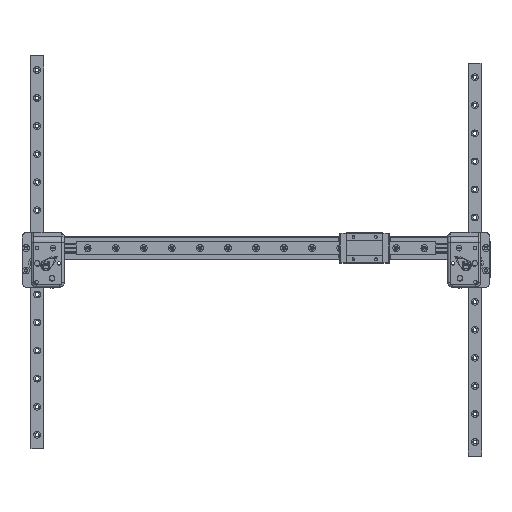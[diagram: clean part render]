
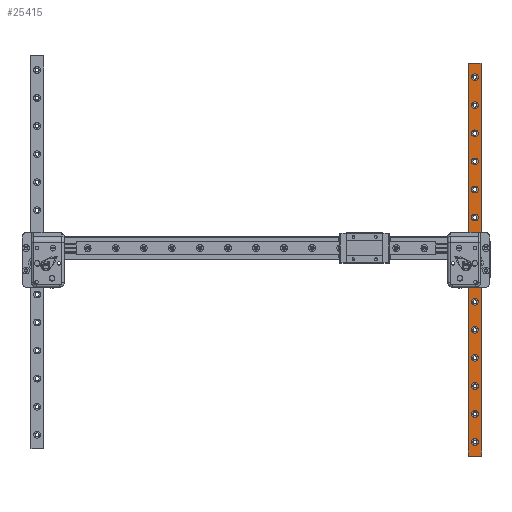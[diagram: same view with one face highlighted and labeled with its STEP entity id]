
A CAD part, top view. The second image highlights one B-rep face of the part: STEP entity #25415.
In plain terms, the highlighted face is planar.
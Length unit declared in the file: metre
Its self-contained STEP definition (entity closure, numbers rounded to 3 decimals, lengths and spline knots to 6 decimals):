
#1269=LINE('',#40734,#3321);
#1270=LINE('',#40737,#3322);
#1271=LINE('',#40739,#3323);
#1272=LINE('',#40741,#3324);
#3321=VECTOR('',#32480,1.);
#3322=VECTOR('',#32481,1.);
#3323=VECTOR('',#32482,1.);
#3324=VECTOR('',#32483,1.);
#5612=PLANE('',#27873);
#8536=ORIENTED_EDGE('',*,*,#14501,.F.);
#8537=ORIENTED_EDGE('',*,*,#14502,.F.);
#8538=ORIENTED_EDGE('',*,*,#14503,.F.);
#8539=ORIENTED_EDGE('',*,*,#14504,.F.);
#8540=ORIENTED_EDGE('',*,*,#14505,.F.);
#8541=ORIENTED_EDGE('',*,*,#14506,.F.);
#8542=ORIENTED_EDGE('',*,*,#14507,.F.);
#8543=ORIENTED_EDGE('',*,*,#14508,.F.);
#8544=ORIENTED_EDGE('',*,*,#14509,.F.);
#8545=ORIENTED_EDGE('',*,*,#14510,.F.);
#8546=ORIENTED_EDGE('',*,*,#14511,.F.);
#8547=ORIENTED_EDGE('',*,*,#14512,.F.);
#8548=ORIENTED_EDGE('',*,*,#14513,.F.);
#8549=ORIENTED_EDGE('',*,*,#14514,.F.);
#8550=ORIENTED_EDGE('',*,*,#14515,.T.);
#8551=ORIENTED_EDGE('',*,*,#14516,.T.);
#8552=ORIENTED_EDGE('',*,*,#14517,.F.);
#8553=ORIENTED_EDGE('',*,*,#14518,.T.);
#14501=EDGE_CURVE('',#17728,#17728,#19694,.T.);
#14502=EDGE_CURVE('',#17729,#17729,#19695,.T.);
#14503=EDGE_CURVE('',#17730,#17730,#19696,.T.);
#14504=EDGE_CURVE('',#17731,#17731,#19697,.T.);
#14505=EDGE_CURVE('',#17732,#17732,#19698,.T.);
#14506=EDGE_CURVE('',#17733,#17733,#19699,.T.);
#14507=EDGE_CURVE('',#17734,#17734,#19700,.T.);
#14508=EDGE_CURVE('',#17735,#17735,#19701,.T.);
#14509=EDGE_CURVE('',#17736,#17736,#19702,.T.);
#14510=EDGE_CURVE('',#17737,#17737,#19703,.T.);
#14511=EDGE_CURVE('',#17738,#17738,#19704,.T.);
#14512=EDGE_CURVE('',#17739,#17739,#19705,.T.);
#14513=EDGE_CURVE('',#17740,#17740,#19706,.T.);
#14514=EDGE_CURVE('',#17741,#17741,#19707,.T.);
#14515=EDGE_CURVE('',#17742,#17743,#1269,.T.);
#14516=EDGE_CURVE('',#17743,#17744,#1270,.F.);
#14517=EDGE_CURVE('',#17745,#17744,#1271,.T.);
#14518=EDGE_CURVE('',#17745,#17742,#1272,.T.);
#17728=VERTEX_POINT('',#40707);
#17729=VERTEX_POINT('',#40709);
#17730=VERTEX_POINT('',#40711);
#17731=VERTEX_POINT('',#40713);
#17732=VERTEX_POINT('',#40715);
#17733=VERTEX_POINT('',#40717);
#17734=VERTEX_POINT('',#40719);
#17735=VERTEX_POINT('',#40721);
#17736=VERTEX_POINT('',#40723);
#17737=VERTEX_POINT('',#40725);
#17738=VERTEX_POINT('',#40727);
#17739=VERTEX_POINT('',#40729);
#17740=VERTEX_POINT('',#40731);
#17741=VERTEX_POINT('',#40733);
#17742=VERTEX_POINT('',#40735);
#17743=VERTEX_POINT('',#40736);
#17744=VERTEX_POINT('',#40738);
#17745=VERTEX_POINT('',#40740);
#19694=CIRCLE('',#27874,0.003);
#19695=CIRCLE('',#27875,0.003);
#19696=CIRCLE('',#27876,0.003);
#19697=CIRCLE('',#27877,0.003);
#19698=CIRCLE('',#27878,0.003);
#19699=CIRCLE('',#27879,0.003);
#19700=CIRCLE('',#27880,0.003);
#19701=CIRCLE('',#27881,0.003);
#19702=CIRCLE('',#27882,0.003);
#19703=CIRCLE('',#27883,0.003);
#19704=CIRCLE('',#27884,0.003);
#19705=CIRCLE('',#27885,0.003);
#19706=CIRCLE('',#27886,0.003);
#19707=CIRCLE('',#27887,0.003);
#21415=EDGE_LOOP('',(#8536));
#21416=EDGE_LOOP('',(#8537));
#21417=EDGE_LOOP('',(#8538));
#21418=EDGE_LOOP('',(#8539));
#21419=EDGE_LOOP('',(#8540));
#21420=EDGE_LOOP('',(#8541));
#21421=EDGE_LOOP('',(#8542));
#21422=EDGE_LOOP('',(#8543));
#21423=EDGE_LOOP('',(#8544));
#21424=EDGE_LOOP('',(#8545));
#21425=EDGE_LOOP('',(#8546));
#21426=EDGE_LOOP('',(#8547));
#21427=EDGE_LOOP('',(#8548));
#21428=EDGE_LOOP('',(#8549));
#21429=EDGE_LOOP('',(#8550,#8551,#8552,#8553));
#23473=FACE_BOUND('',#21415,.T.);
#23474=FACE_BOUND('',#21416,.T.);
#23475=FACE_BOUND('',#21417,.T.);
#23476=FACE_BOUND('',#21418,.T.);
#23477=FACE_BOUND('',#21419,.T.);
#23478=FACE_BOUND('',#21420,.T.);
#23479=FACE_BOUND('',#21421,.T.);
#23480=FACE_BOUND('',#21422,.T.);
#23481=FACE_BOUND('',#21423,.T.);
#23482=FACE_BOUND('',#21424,.T.);
#23483=FACE_BOUND('',#21425,.T.);
#23484=FACE_BOUND('',#21426,.T.);
#23485=FACE_BOUND('',#21427,.T.);
#23486=FACE_BOUND('',#21428,.T.);
#23487=FACE_BOUND('',#21429,.T.);
#25415=ADVANCED_FACE('',(#23473,#23474,#23475,#23476,#23477,#23478,#23479,
#23480,#23481,#23482,#23483,#23484,#23485,#23486,#23487),#5612,.F.);
#27873=AXIS2_PLACEMENT_3D('',#40705,#32450,#32451);
#27874=AXIS2_PLACEMENT_3D('',#40706,#32452,#32453);
#27875=AXIS2_PLACEMENT_3D('',#40708,#32454,#32455);
#27876=AXIS2_PLACEMENT_3D('',#40710,#32456,#32457);
#27877=AXIS2_PLACEMENT_3D('',#40712,#32458,#32459);
#27878=AXIS2_PLACEMENT_3D('',#40714,#32460,#32461);
#27879=AXIS2_PLACEMENT_3D('',#40716,#32462,#32463);
#27880=AXIS2_PLACEMENT_3D('',#40718,#32464,#32465);
#27881=AXIS2_PLACEMENT_3D('',#40720,#32466,#32467);
#27882=AXIS2_PLACEMENT_3D('',#40722,#32468,#32469);
#27883=AXIS2_PLACEMENT_3D('',#40724,#32470,#32471);
#27884=AXIS2_PLACEMENT_3D('',#40726,#32472,#32473);
#27885=AXIS2_PLACEMENT_3D('',#40728,#32474,#32475);
#27886=AXIS2_PLACEMENT_3D('',#40730,#32476,#32477);
#27887=AXIS2_PLACEMENT_3D('',#40732,#32478,#32479);
#32450=DIRECTION('',(0.,-1.,0.));
#32451=DIRECTION('',(1.,0.,0.));
#32452=DIRECTION('',(0.,1.,0.));
#32453=DIRECTION('',(-1.,0.,0.));
#32454=DIRECTION('',(0.,1.,0.));
#32455=DIRECTION('',(-1.,0.,0.));
#32456=DIRECTION('',(0.,1.,0.));
#32457=DIRECTION('',(-1.,0.,0.));
#32458=DIRECTION('',(0.,1.,0.));
#32459=DIRECTION('',(-1.,0.,0.));
#32460=DIRECTION('',(0.,1.,0.));
#32461=DIRECTION('',(-1.,0.,0.));
#32462=DIRECTION('',(0.,1.,0.));
#32463=DIRECTION('',(-1.,0.,0.));
#32464=DIRECTION('',(0.,1.,0.));
#32465=DIRECTION('',(-1.,0.,0.));
#32466=DIRECTION('',(0.,1.,0.));
#32467=DIRECTION('',(-1.,0.,0.));
#32468=DIRECTION('',(0.,1.,0.));
#32469=DIRECTION('',(-1.,0.,0.));
#32470=DIRECTION('',(0.,1.,0.));
#32471=DIRECTION('',(-1.,0.,0.));
#32472=DIRECTION('',(0.,1.,0.));
#32473=DIRECTION('',(-1.,0.,0.));
#32474=DIRECTION('',(0.,1.,0.));
#32475=DIRECTION('',(-1.,0.,0.));
#32476=DIRECTION('',(0.,1.,0.));
#32477=DIRECTION('',(-1.,0.,0.));
#32478=DIRECTION('',(0.,1.,0.));
#32479=DIRECTION('',(-1.,0.,0.));
#32480=DIRECTION('',(-1.,0.,0.));
#32481=DIRECTION('',(0.,0.,-1.));
#32482=DIRECTION('',(-1.,0.,0.));
#32483=DIRECTION('',(0.,0.,-1.));
#40705=CARTESIAN_POINT('',(0.012,0.012,0.5));
#40706=CARTESIAN_POINT('',(0.006,0.012,0.34));
#40707=CARTESIAN_POINT('',(0.003,0.012,0.34));
#40708=CARTESIAN_POINT('',(0.006,0.012,0.315));
#40709=CARTESIAN_POINT('',(0.003,0.012,0.315));
#40710=CARTESIAN_POINT('',(0.006,0.012,0.29));
#40711=CARTESIAN_POINT('',(0.003,0.012,0.29));
#40712=CARTESIAN_POINT('',(0.006,0.012,0.265));
#40713=CARTESIAN_POINT('',(0.003,0.012,0.265));
#40714=CARTESIAN_POINT('',(0.006,0.012,0.24));
#40715=CARTESIAN_POINT('',(0.003,0.012,0.24));
#40716=CARTESIAN_POINT('',(0.006,0.012,0.215));
#40717=CARTESIAN_POINT('',(0.003,0.012,0.215));
#40718=CARTESIAN_POINT('',(0.006,0.012,0.19));
#40719=CARTESIAN_POINT('',(0.003,0.012,0.19));
#40720=CARTESIAN_POINT('',(0.006,0.012,0.165));
#40721=CARTESIAN_POINT('',(0.003,0.012,0.165));
#40722=CARTESIAN_POINT('',(0.006,0.012,0.14));
#40723=CARTESIAN_POINT('',(0.003,0.012,0.14));
#40724=CARTESIAN_POINT('',(0.006,0.012,0.115));
#40725=CARTESIAN_POINT('',(0.003,0.012,0.115));
#40726=CARTESIAN_POINT('',(0.006,0.012,0.09));
#40727=CARTESIAN_POINT('',(0.003,0.012,0.09));
#40728=CARTESIAN_POINT('',(0.006,0.012,0.065));
#40729=CARTESIAN_POINT('',(0.003,0.012,0.065));
#40730=CARTESIAN_POINT('',(0.006,0.012,0.04));
#40731=CARTESIAN_POINT('',(0.003,0.012,0.04));
#40732=CARTESIAN_POINT('',(0.006,0.012,0.015));
#40733=CARTESIAN_POINT('',(0.003,0.012,0.015));
#40734=CARTESIAN_POINT('',(0.012,0.012,0.0025));
#40735=CARTESIAN_POINT('',(0.0115,0.012,0.0025));
#40736=CARTESIAN_POINT('',(0.0005,0.012,0.0025));
#40737=CARTESIAN_POINT('',(0.0005,0.012,0.5));
#40738=CARTESIAN_POINT('',(0.0005,0.012,0.3525));
#40739=CARTESIAN_POINT('',(0.012,0.012,0.3525));
#40740=CARTESIAN_POINT('',(0.0115,0.012,0.3525));
#40741=CARTESIAN_POINT('',(0.0115,0.012,0.5));
